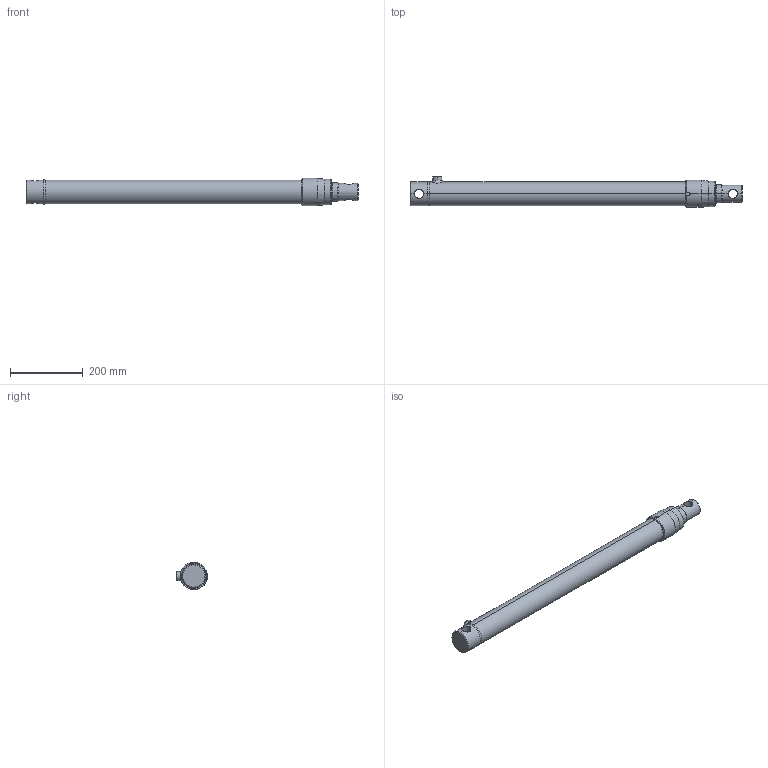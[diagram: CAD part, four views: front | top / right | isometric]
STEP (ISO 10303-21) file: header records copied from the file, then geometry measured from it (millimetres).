
FILE_DESCRIPTION (( 'STEP AP203' ), '1' );
FILE_NAME ('650.7.STEP', '2014-03-25T15:16:21', ( '' ), ( '' ), 'SwSTEP 2.0', 'SolidWorks 2013', '' );
FILE_SCHEMA (( 'CONFIG_CONTROL_DESIGN' ));
Length unit declared in the file: millimetre
Products named in the file (1): 650.7
Bounding box: 910 x 84.87 x 75 mm (x, y, z)
Surface area: 319598.5 mm2 (no closed solid volume)
Topology: 0 solids, 8 shells, 62 faces, 157 edges, 98 vertices
Faces by surface type: cylinder 24, cone 22, plane 10, torus 6
Entity records: 2511 total; most frequent: CARTESIAN_POINT 934, DIRECTION 343, ORIENTED_EDGE 278, EDGE_CURVE 157, AXIS2_PLACEMENT_3D 143, VERTEX_POINT 98, CIRCLE 80, EDGE_LOOP 68
